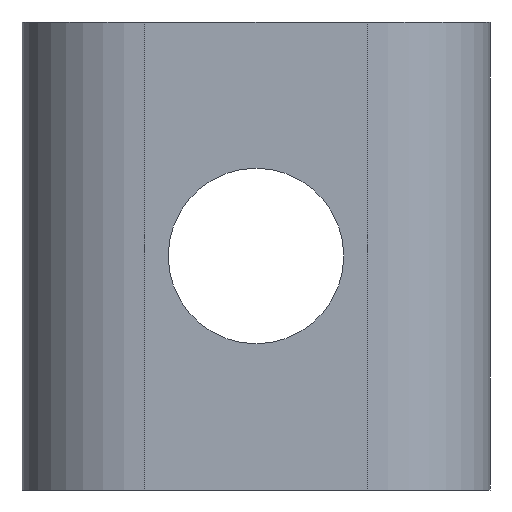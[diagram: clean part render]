
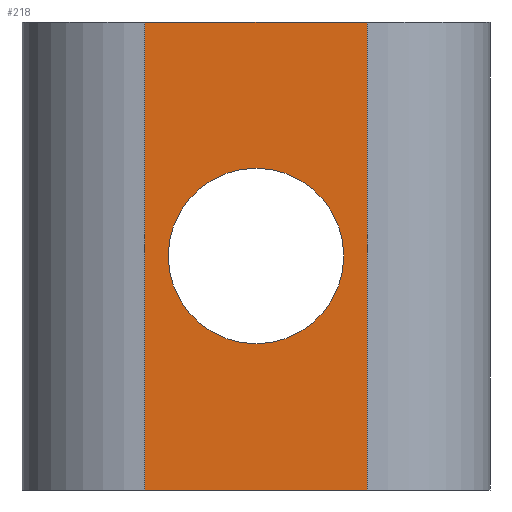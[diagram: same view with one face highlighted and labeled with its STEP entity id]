
A CAD part, front view. The second image highlights one B-rep face of the part: STEP entity #218.
In plain terms, the highlighted planar face has unit normal (0, -1, 0).
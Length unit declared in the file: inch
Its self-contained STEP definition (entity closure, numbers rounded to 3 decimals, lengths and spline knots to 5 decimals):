
#4 = DIRECTION ( 'NONE',  ( 0., 0., -1. ) ) ;
#16 = CARTESIAN_POINT ( 'NONE',  ( 0.00231, -0.16831, -0.4 ) ) ;
#25 = ORIENTED_EDGE ( 'NONE', *, *, #137, .F. ) ;
#85 = DIRECTION ( 'NONE',  ( 0., -1., 0. ) ) ;
#89 = AXIS2_PLACEMENT_3D ( 'NONE', #640, #85, #4 ) ;
#137 = EDGE_CURVE ( 'NONE', #447, #302, #1129, .T. ) ;
#211 = CARTESIAN_POINT ( 'NONE',  ( -0.18769, -0.16831, -0.4 ) ) ;
#213 = VERTEX_POINT ( 'NONE', #766 ) ;
#215 = DIRECTION ( 'NONE',  ( 0., 0., -1. ) ) ;
#218 = ADVANCED_FACE ( 'NONE', ( #405, #238 ), #1137, .T. ) ;
#228 = DIRECTION ( 'NONE',  ( 0., 0., -1. ) ) ;
#238 = FACE_OUTER_BOUND ( 'NONE', #614, .T. ) ;
#289 = DIRECTION ( 'NONE',  ( 0., 0., -1. ) ) ;
#298 = VERTEX_POINT ( 'NONE', #566 ) ;
#302 = VERTEX_POINT ( 'NONE', #757 ) ;
#306 = CARTESIAN_POINT ( 'NONE',  ( -0.09269, -0.16831, -0.2 ) ) ;
#335 = ORIENTED_EDGE ( 'NONE', *, *, #1176, .F. ) ;
#342 = LINE ( 'NONE', #809, #804 ) ;
#350 = VERTEX_POINT ( 'NONE', #921 ) ;
#385 = DIRECTION ( 'NONE',  ( 1., 0., 0. ) ) ;
#403 = CARTESIAN_POINT ( 'NONE',  ( -0.09269, -0.16831, -0.2 ) ) ;
#405 = FACE_BOUND ( 'NONE', #716, .T. ) ;
#434 = EDGE_CURVE ( 'NONE', #447, #213, #1085, .T. ) ;
#447 = VERTEX_POINT ( 'NONE', #1003 ) ;
#470 = ORIENTED_EDGE ( 'NONE', *, *, #434, .T. ) ;
#494 = VERTEX_POINT ( 'NONE', #524 ) ;
#524 = CARTESIAN_POINT ( 'NONE',  ( 0.00231, -0.16831, -0.4 ) ) ;
#533 = EDGE_CURVE ( 'NONE', #213, #494, #342, .T. ) ;
#566 = CARTESIAN_POINT ( 'NONE',  ( -0.09269, -0.16831, -0.275 ) ) ;
#599 = VECTOR ( 'NONE', #289, 39.37008 ) ;
#601 = AXIS2_PLACEMENT_3D ( 'NONE', #306, #958, #215 ) ;
#614 = EDGE_LOOP ( 'NONE', ( #694, #1014, #25, #470 ) ) ;
#627 = EDGE_CURVE ( 'NONE', #350, #298, #833, .T. ) ;
#631 = LINE ( 'NONE', #16, #1127 ) ;
#640 = CARTESIAN_POINT ( 'NONE',  ( -0.29269, -0.16831, -0.4 ) ) ;
#694 = ORIENTED_EDGE ( 'NONE', *, *, #533, .T. ) ;
#716 = EDGE_LOOP ( 'NONE', ( #335, #885 ) ) ;
#757 = CARTESIAN_POINT ( 'NONE',  ( 0.00231, -0.16831, 0. ) ) ;
#760 = EDGE_CURVE ( 'NONE', #494, #302, #631, .T. ) ;
#766 = CARTESIAN_POINT ( 'NONE',  ( -0.18769, -0.16831, -0.4 ) ) ;
#774 = CIRCLE ( 'NONE', #601, 0.075 ) ;
#798 = AXIS2_PLACEMENT_3D ( 'NONE', #403, #1056, #228 ) ;
#804 = VECTOR ( 'NONE', #902, 39.37008 ) ;
#809 = CARTESIAN_POINT ( 'NONE',  ( -0.29269, -0.16831, -0.4 ) ) ;
#833 = CIRCLE ( 'NONE', #798, 0.075 ) ;
#885 = ORIENTED_EDGE ( 'NONE', *, *, #627, .F. ) ;
#902 = DIRECTION ( 'NONE',  ( 1., 0., 0. ) ) ;
#921 = CARTESIAN_POINT ( 'NONE',  ( -0.09269, -0.16831, -0.125 ) ) ;
#931 = DIRECTION ( 'NONE',  ( 0., 0., 1. ) ) ;
#941 = CARTESIAN_POINT ( 'NONE',  ( -0.29269, -0.16831, 0. ) ) ;
#958 = DIRECTION ( 'NONE',  ( 0., -1., 0. ) ) ;
#1003 = CARTESIAN_POINT ( 'NONE',  ( -0.18769, -0.16831, 0. ) ) ;
#1014 = ORIENTED_EDGE ( 'NONE', *, *, #760, .T. ) ;
#1044 = VECTOR ( 'NONE', #385, 39.37008 ) ;
#1056 = DIRECTION ( 'NONE',  ( 0., -1., 0. ) ) ;
#1085 = LINE ( 'NONE', #211, #599 ) ;
#1127 = VECTOR ( 'NONE', #931, 39.37008 ) ;
#1129 = LINE ( 'NONE', #941, #1044 ) ;
#1137 = PLANE ( 'NONE',  #89 ) ;
#1176 = EDGE_CURVE ( 'NONE', #298, #350, #774, .T. ) ;
